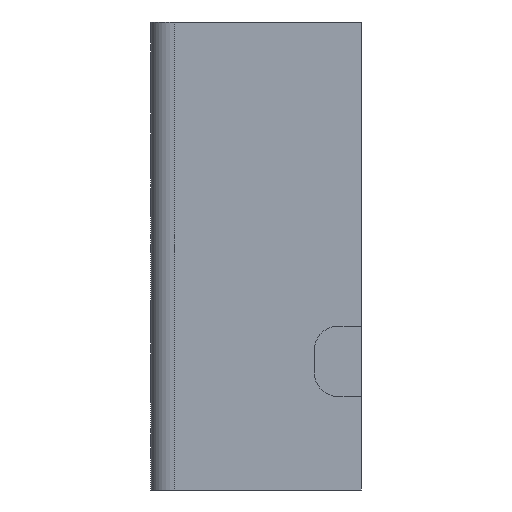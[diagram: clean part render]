
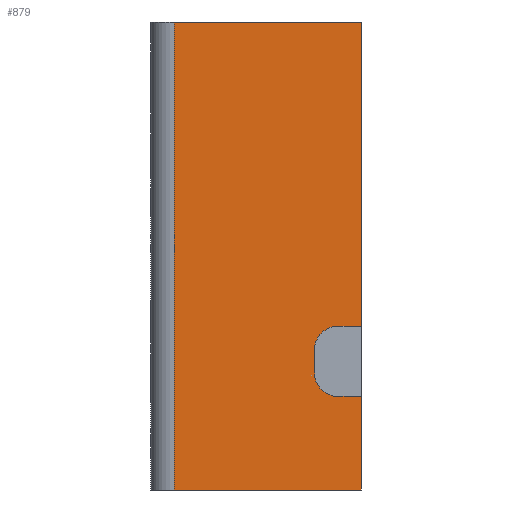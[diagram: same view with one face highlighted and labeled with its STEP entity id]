
A CAD part, left-side view. The second image highlights one B-rep face of the part: STEP entity #879.
In plain terms, the highlighted planar face has unit normal (-1, 0, 0).
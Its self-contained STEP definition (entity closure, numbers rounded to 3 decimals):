
#70=CIRCLE('',#957,5.);
#71=CIRCLE('',#958,5.);
#118=FACE_OUTER_BOUND('',#171,.T.);
#171=EDGE_LOOP('',(#624,#625,#626,#627,#628,#629,#630,#631,#632,#633));
#251=LINE('',#1359,#328);
#258=LINE('',#1374,#335);
#259=LINE('',#1377,#336);
#260=LINE('',#1379,#337);
#261=LINE('',#1381,#338);
#262=LINE('',#1385,#339);
#263=LINE('',#1389,#340);
#264=LINE('',#1390,#341);
#328=VECTOR('',#1072,10.);
#335=VECTOR('',#1083,10.);
#336=VECTOR('',#1086,10.);
#337=VECTOR('',#1087,10.);
#338=VECTOR('',#1088,10.);
#339=VECTOR('',#1091,10.);
#340=VECTOR('',#1094,10.);
#341=VECTOR('',#1095,10.);
#407=VERTEX_POINT('',#1356);
#408=VERTEX_POINT('',#1358);
#414=VERTEX_POINT('',#1372);
#415=VERTEX_POINT('',#1376);
#416=VERTEX_POINT('',#1378);
#417=VERTEX_POINT('',#1380);
#418=VERTEX_POINT('',#1382);
#419=VERTEX_POINT('',#1384);
#420=VERTEX_POINT('',#1386);
#421=VERTEX_POINT('',#1388);
#488=EDGE_CURVE('',#407,#408,#251,.T.);
#496=EDGE_CURVE('',#414,#407,#258,.T.);
#497=EDGE_CURVE('',#415,#414,#259,.T.);
#498=EDGE_CURVE('',#415,#416,#260,.T.);
#499=EDGE_CURVE('',#416,#417,#261,.T.);
#500=EDGE_CURVE('',#418,#417,#70,.T.);
#501=EDGE_CURVE('',#418,#419,#262,.T.);
#502=EDGE_CURVE('',#420,#419,#71,.T.);
#503=EDGE_CURVE('',#420,#421,#263,.T.);
#504=EDGE_CURVE('',#421,#408,#264,.T.);
#624=ORIENTED_EDGE('',*,*,#496,.F.);
#625=ORIENTED_EDGE('',*,*,#497,.F.);
#626=ORIENTED_EDGE('',*,*,#498,.T.);
#627=ORIENTED_EDGE('',*,*,#499,.T.);
#628=ORIENTED_EDGE('',*,*,#500,.F.);
#629=ORIENTED_EDGE('',*,*,#501,.T.);
#630=ORIENTED_EDGE('',*,*,#502,.F.);
#631=ORIENTED_EDGE('',*,*,#503,.T.);
#632=ORIENTED_EDGE('',*,*,#504,.T.);
#633=ORIENTED_EDGE('',*,*,#488,.F.);
#854=PLANE('',#956);
#879=ADVANCED_FACE('',(#118),#854,.T.);
#956=AXIS2_PLACEMENT_3D('',#1375,#1084,#1085);
#957=AXIS2_PLACEMENT_3D('',#1383,#1089,#1090);
#958=AXIS2_PLACEMENT_3D('',#1387,#1092,#1093);
#1072=DIRECTION('',(0.,-1.,0.));
#1083=DIRECTION('',(0.,0.,1.));
#1084=DIRECTION('center_axis',(-1.,0.,0.));
#1085=DIRECTION('ref_axis',(0.,-1.,0.));
#1086=DIRECTION('',(0.,1.,0.));
#1087=DIRECTION('',(0.,0.,1.));
#1088=DIRECTION('',(0.,1.,0.));
#1089=DIRECTION('center_axis',(-1.,0.,0.));
#1090=DIRECTION('ref_axis',(0.,0.707,-0.707));
#1091=DIRECTION('',(0.,0.,1.));
#1092=DIRECTION('center_axis',(-1.,0.,0.));
#1093=DIRECTION('ref_axis',(0.,0.707,0.707));
#1094=DIRECTION('',(0.,-1.,0.));
#1095=DIRECTION('',(0.,0.,1.));
#1356=CARTESIAN_POINT('',(43.,42.5,50.));
#1358=CARTESIAN_POINT('',(43.,2.5,50.));
#1359=CARTESIAN_POINT('',(43.,47.5,50.));
#1372=CARTESIAN_POINT('',(43.,42.5,-50.));
#1374=CARTESIAN_POINT('',(43.,42.5,0.));
#1375=CARTESIAN_POINT('Origin',(43.,47.5,0.));
#1376=CARTESIAN_POINT('',(43.,2.5,-50.));
#1377=CARTESIAN_POINT('',(43.,47.5,-50.));
#1378=CARTESIAN_POINT('',(43.,2.5,-30.));
#1379=CARTESIAN_POINT('',(43.,2.5,0.));
#1380=CARTESIAN_POINT('',(43.,7.5,-30.));
#1381=CARTESIAN_POINT('',(43.,25.,-30.));
#1382=CARTESIAN_POINT('',(43.,12.5,-25.));
#1383=CARTESIAN_POINT('Origin',(43.,7.5,-25.));
#1384=CARTESIAN_POINT('',(43.,12.5,-20.));
#1385=CARTESIAN_POINT('',(43.,12.5,-15.));
#1386=CARTESIAN_POINT('',(43.,7.5,-15.));
#1387=CARTESIAN_POINT('Origin',(43.,7.5,-20.));
#1388=CARTESIAN_POINT('',(43.,2.5,-15.));
#1389=CARTESIAN_POINT('',(43.,30.,-15.));
#1390=CARTESIAN_POINT('',(43.,2.5,0.));
